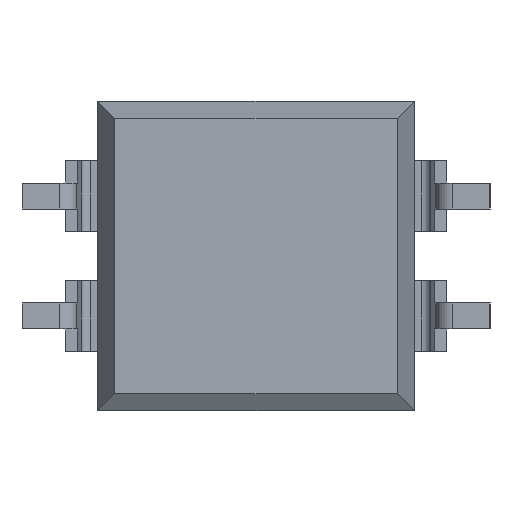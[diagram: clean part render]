
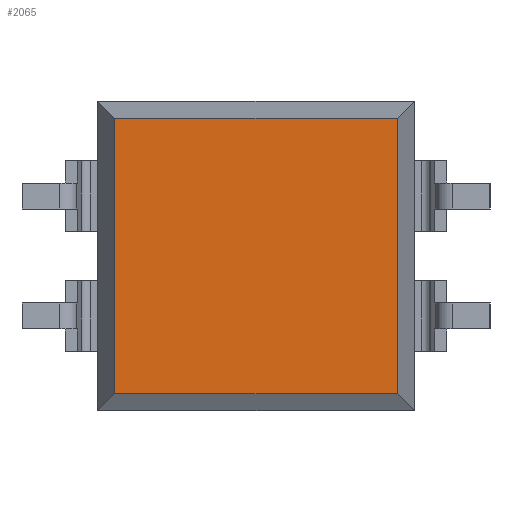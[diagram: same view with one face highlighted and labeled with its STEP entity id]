
A CAD part, front view. The second image highlights one B-rep face of the part: STEP entity #2065.
In plain terms, the highlighted planar face has unit normal (0, -1, 0).
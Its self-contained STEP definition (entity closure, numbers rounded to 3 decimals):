
#236 = EDGE_CURVE ( 'NONE', #3473, #2896, #3703, .T. ) ;
#284 = DIRECTION ( 'NONE',  ( -1., 0., 0. ) ) ;
#295 = CARTESIAN_POINT ( 'NONE',  ( 2.988, 0.35, 2.913 ) ) ;
#344 = EDGE_LOOP ( 'NONE', ( #3631, #600, #2536, #715 ) ) ;
#405 = AXIS2_PLACEMENT_3D ( 'NONE', #667, #2175, #284 ) ;
#457 = LINE ( 'NONE', #3443, #3864 ) ;
#600 = ORIENTED_EDGE ( 'NONE', *, *, #4083, .F. ) ;
#667 = CARTESIAN_POINT ( 'NONE',  ( 0., 0.35, 0. ) ) ;
#696 = FACE_OUTER_BOUND ( 'NONE', #344, .T. ) ;
#715 = ORIENTED_EDGE ( 'NONE', *, *, #2115, .F. ) ;
#945 = VECTOR ( 'NONE', #1008, 1000. ) ;
#998 = EDGE_CURVE ( 'NONE', #4301, #2417, #457, .T. ) ;
#1008 = DIRECTION ( 'NONE',  ( -1., 0., 0. ) ) ;
#1182 = CARTESIAN_POINT ( 'NONE',  ( 2.988, 0.35, 0. ) ) ;
#1872 = DIRECTION ( 'NONE',  ( 1., 0., 0. ) ) ;
#2065 = ADVANCED_FACE ( 'NONE', ( #696 ), #2455, .F. ) ;
#2115 = EDGE_CURVE ( 'NONE', #2896, #4301, #4766, .T. ) ;
#2175 = DIRECTION ( 'NONE',  ( 0., 1., 0. ) ) ;
#2337 = CARTESIAN_POINT ( 'NONE',  ( -2.988, 0.35, 2.913 ) ) ;
#2417 = VERTEX_POINT ( 'NONE', #2337 ) ;
#2454 = CARTESIAN_POINT ( 'NONE',  ( 2.988, 0.35, -2.913 ) ) ;
#2455 = PLANE ( 'NONE',  #405 ) ;
#2536 = ORIENTED_EDGE ( 'NONE', *, *, #998, .F. ) ;
#2541 = VECTOR ( 'NONE', #1872, 1000. ) ;
#2896 = VERTEX_POINT ( 'NONE', #2454 ) ;
#2991 = CARTESIAN_POINT ( 'NONE',  ( 0., 0.35, 2.913 ) ) ;
#3380 = DIRECTION ( 'NONE',  ( 0., 0., 1. ) ) ;
#3443 = CARTESIAN_POINT ( 'NONE',  ( -2.988, 0.35, 0. ) ) ;
#3473 = VERTEX_POINT ( 'NONE', #295 ) ;
#3631 = ORIENTED_EDGE ( 'NONE', *, *, #236, .F. ) ;
#3686 = CARTESIAN_POINT ( 'NONE',  ( -2.988, 0.35, -2.913 ) ) ;
#3703 = LINE ( 'NONE', #1182, #4481 ) ;
#3864 = VECTOR ( 'NONE', #3380, 1000. ) ;
#4083 = EDGE_CURVE ( 'NONE', #2417, #3473, #4669, .T. ) ;
#4277 = DIRECTION ( 'NONE',  ( 0., 0., -1. ) ) ;
#4301 = VERTEX_POINT ( 'NONE', #3686 ) ;
#4481 = VECTOR ( 'NONE', #4277, 1000. ) ;
#4669 = LINE ( 'NONE', #2991, #2541 ) ;
#4766 = LINE ( 'NONE', #4812, #945 ) ;
#4812 = CARTESIAN_POINT ( 'NONE',  ( 0., 0.35, -2.913 ) ) ;
